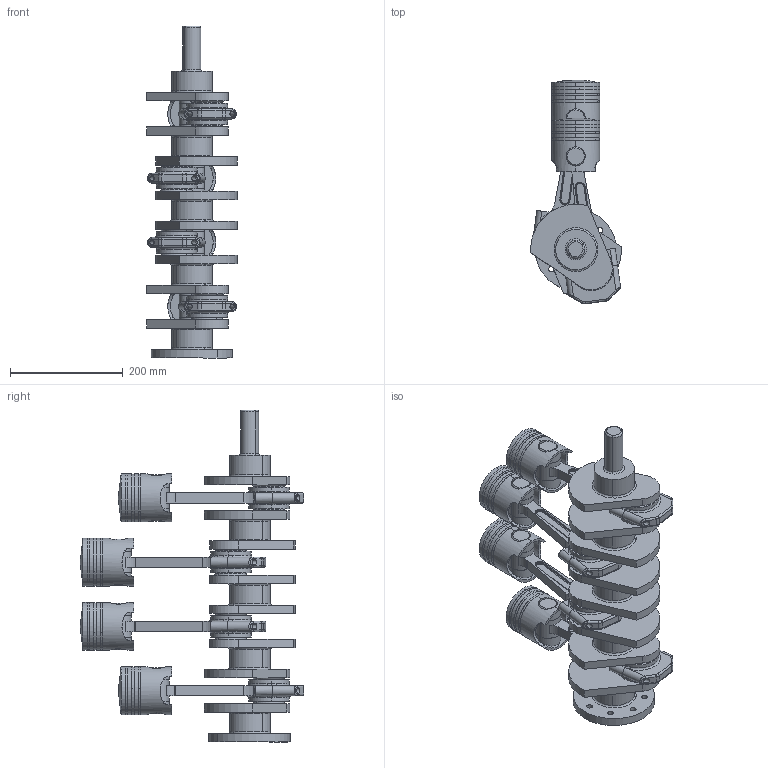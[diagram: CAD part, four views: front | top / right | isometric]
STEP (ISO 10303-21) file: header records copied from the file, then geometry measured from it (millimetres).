
FILE_DESCRIPTION (( 'STEP AP203' ), '1' );
FILE_NAME ('Asem3.STEP', '2025-06-28T11:30:07', ( '' ), ( '' ), 'SwSTEP 2.0', 'SolidWorks 2025', '' );
FILE_SCHEMA (( 'CONFIG_CONTROL_DESIGN' ));
Length unit declared in the file: millimetre
Products named in the file (7): piston pin; connecting rod; 2-piston  ring; crank shaft; 1- piston; Asem3; connecting rod cap
Assembly tree (29 placements, depth 2):
  Asem3
    crank shaft
    1- piston  x4
    2-piston  ring  x12
    connecting rod  x4
    connecting rod cap  x4
    piston pin  x4
Bounding box: 160.57 x 396.97 x 589 mm (x, y, z)
Volume: 5001127.3 mm3; surface area: 922817.8 mm2
Topology: 29 solids, 29 shells, 832 faces, 2024 edges, 1292 vertices
Faces by surface type: cylinder 418, plane 252, torus 102, bspline 40, cone 16, sphere 4
Entity records: 11152 total; most frequent: CARTESIAN_POINT 2557, DIRECTION 1677, ORIENTED_EDGE 1426, EDGE_CURVE 713, AXIS2_PLACEMENT_3D 710, VERTEX_POINT 458, CIRCLE 396, EDGE_LOOP 349
